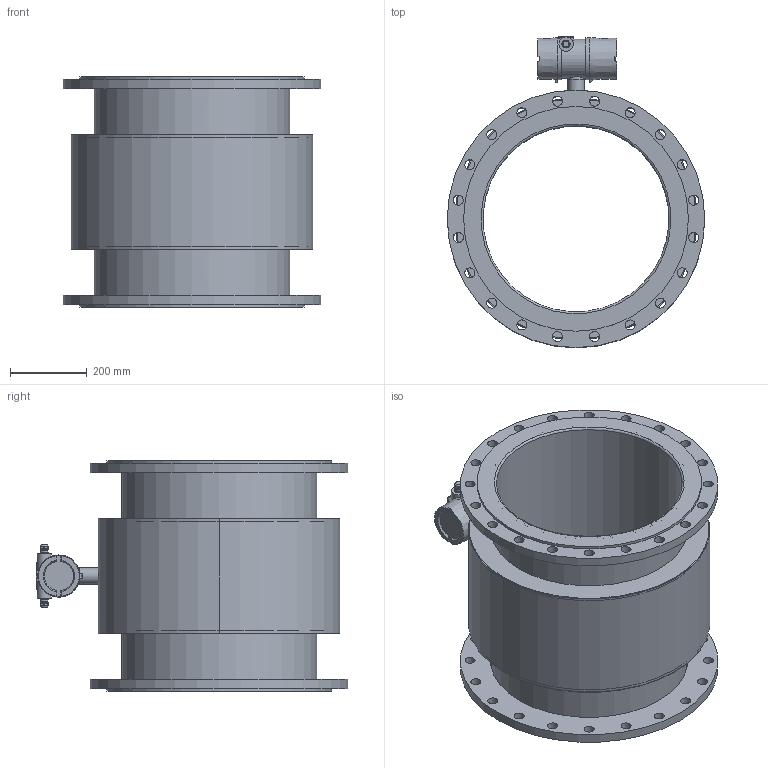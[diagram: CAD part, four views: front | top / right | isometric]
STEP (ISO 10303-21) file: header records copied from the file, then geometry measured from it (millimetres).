
FILE_DESCRIPTION(/* description */ (''),/* implementation_level */ '2;1');
FILE_NAME(/* name */ 'magflux A DN500 kompakt.stp',/* time_stamp */ '2021-11-30T10:08:52+01:00',/* author */ ('g.duesseldorf'),/* organization */ (''),/* preprocessor_version */ 'ST-DEVELOPER v18.1',/* originating_system */ 'Autodesk Inventor 2022',/* authorisation */ '');
FILE_SCHEMA (('CONFIG_CONTROL_DESIGN'));
Length unit declared in the file: millimetre
Products named in the file (1): magflux A DN500 kompakt_Ersatzobjekt_1
Bounding box: 670 x 811 x 600 mm (x, y, z)
Volume: 22717778.6 mm3; surface area: 4518261.1 mm2
Topology: 8 solids, 9 shells, 348 faces, 842 edges, 538 vertices
Faces by surface type: plane 144, cylinder 126, cone 61, torus 10, bspline 5, sphere 2
Full cylindrical faces by diameter (mm): 3 x2, 4.917 x2, 5 x2, 17 x4, 18.376 x1, 18.6 x4, 19.8 x4, 20 x1, 26 x40, 37 x2, 37.8 x1, 40 x1, 42 x1, 65 x1, 70.25 x1, 78 x1, 100.8 x1, 109.6 x2, 484 x1, 496 x2, 501 x2, 508 x1, 513 x4, 585 x2, 625 x3, 670 x2
Entity records: 11394 total; most frequent: CARTESIAN_POINT 2687, DIRECTION 1762, ORIENTED_EDGE 1680, EDGE_CURVE 840, AXIS2_PLACEMENT_3D 727, VERTEX_POINT 540, EDGE_LOOP 474, CIRCLE 358
